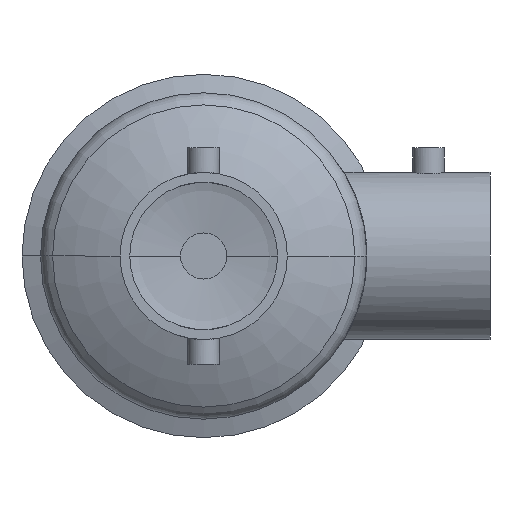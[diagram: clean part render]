
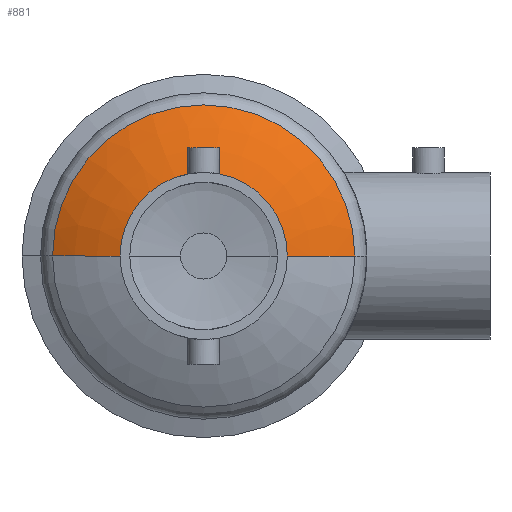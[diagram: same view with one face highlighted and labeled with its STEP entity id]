
A CAD part, front view. The second image highlights one B-rep face of the part: STEP entity #881.
In plain terms, the highlighted toroidal (fillet/blend) face has major radius 7.527 mm and minor radius 168.275 mm.
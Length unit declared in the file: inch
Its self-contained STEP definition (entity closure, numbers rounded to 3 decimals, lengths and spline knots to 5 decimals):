
#75 = VERTEX_POINT ( 'NONE', #3305 ) ;
#83 = CIRCLE ( 'NONE', #1113, 6.625 ) ;
#86 = CIRCLE ( 'NONE', #1001, 3.06628 ) ;
#148 = FACE_OUTER_BOUND ( 'NONE', #1310, .T. ) ;
#180 = CARTESIAN_POINT ( 'NONE',  ( -0.29633, 8.81792, 0. ) ) ;
#268 = VERTEX_POINT ( 'NONE', #2395 ) ;
#338 = CARTESIAN_POINT ( 'NONE',  ( 0., 2.49986, 0. ) ) ;
#495 = DIRECTION ( 'NONE',  ( 0., -1., 0. ) ) ;
#806 = EDGE_CURVE ( 'NONE', #1581, #268, #86, .T. ) ;
#811 = ORIENTED_EDGE ( 'NONE', *, *, #806, .T. ) ;
#848 = CARTESIAN_POINT ( 'NONE',  ( 0., 3.10973, 0. ) ) ;
#881 = ADVANCED_FACE ( 'NONE', ( #148 ), #1848, .T. ) ;
#1001 = AXIS2_PLACEMENT_3D ( 'NONE', #848, #2133, #4081 ) ;
#1095 = CARTESIAN_POINT ( 'NONE',  ( 0.29633, 8.81792, 0. ) ) ;
#1113 = AXIS2_PLACEMENT_3D ( 'NONE', #180, #3163, #1198 ) ;
#1198 = DIRECTION ( 'NONE',  ( -1., 0., 0. ) ) ;
#1310 = EDGE_LOOP ( 'NONE', ( #811, #2672, #1515, #2365 ) ) ;
#1356 = DIRECTION ( 'NONE',  ( 0., -1., 0. ) ) ;
#1515 = ORIENTED_EDGE ( 'NONE', *, *, #3970, .F. ) ;
#1581 = VERTEX_POINT ( 'NONE', #3242 ) ;
#1848 = TOROIDAL_SURFACE ( 'NONE', #2567, -0.29633, 6.625 ) ;
#2053 = DIRECTION ( 'NONE',  ( 1., 0., 0. ) ) ;
#2133 = DIRECTION ( 'NONE',  ( 0., -1., 0. ) ) ;
#2223 = CIRCLE ( 'NONE', #3623, 1.69685 ) ;
#2301 = DIRECTION ( 'NONE',  ( 1., 0., 0. ) ) ;
#2365 = ORIENTED_EDGE ( 'NONE', *, *, #3740, .F. ) ;
#2395 = CARTESIAN_POINT ( 'NONE',  ( -3.06628, 3.10973, 0. ) ) ;
#2567 = AXIS2_PLACEMENT_3D ( 'NONE', #4111, #495, #2802 ) ;
#2672 = ORIENTED_EDGE ( 'NONE', *, *, #2926, .T. ) ;
#2787 = CIRCLE ( 'NONE', #3396, 6.625 ) ;
#2802 = DIRECTION ( 'NONE',  ( 1., 0., 0. ) ) ;
#2926 = EDGE_CURVE ( 'NONE', #268, #4151, #2787, .T. ) ;
#3163 = DIRECTION ( 'NONE',  ( 0., 0., -1. ) ) ;
#3242 = CARTESIAN_POINT ( 'NONE',  ( 3.06628, 3.10973, 0. ) ) ;
#3305 = CARTESIAN_POINT ( 'NONE',  ( 1.69685, 2.49986, 0. ) ) ;
#3396 = AXIS2_PLACEMENT_3D ( 'NONE', #1095, #4020, #2053 ) ;
#3623 = AXIS2_PLACEMENT_3D ( 'NONE', #338, #1356, #2301 ) ;
#3721 = CARTESIAN_POINT ( 'NONE',  ( -1.69685, 2.49986, 0. ) ) ;
#3740 = EDGE_CURVE ( 'NONE', #1581, #75, #83, .T. ) ;
#3970 = EDGE_CURVE ( 'NONE', #75, #4151, #2223, .T. ) ;
#4020 = DIRECTION ( 'NONE',  ( 0., 0., 1. ) ) ;
#4081 = DIRECTION ( 'NONE',  ( 1., 0., 0. ) ) ;
#4111 = CARTESIAN_POINT ( 'NONE',  ( 0., 8.81792, 0. ) ) ;
#4151 = VERTEX_POINT ( 'NONE', #3721 ) ;
